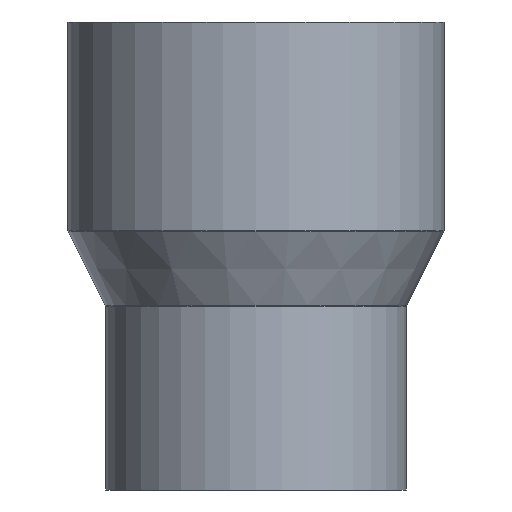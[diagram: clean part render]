
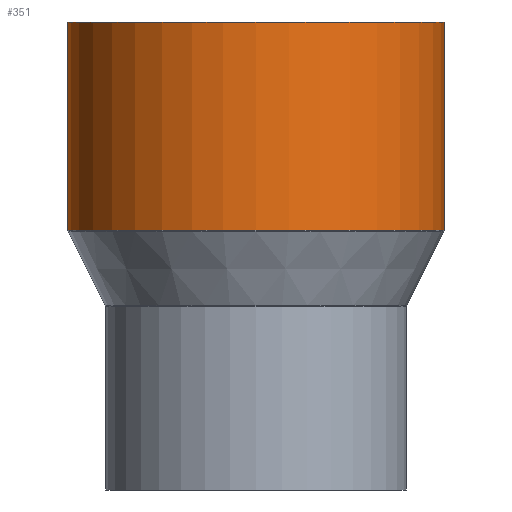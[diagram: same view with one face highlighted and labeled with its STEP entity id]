
A CAD part, front view. The second image highlights one B-rep face of the part: STEP entity #351.
In plain terms, the highlighted cylindrical face has radius 112.5 mm (diameter 225 mm), a partial arc.
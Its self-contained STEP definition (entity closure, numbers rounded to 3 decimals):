
#2 = VERTEX_POINT ( 'NONE', #578 ) ;
#8 = VECTOR ( 'NONE', #101, 1000. ) ;
#36 = VERTEX_POINT ( 'NONE', #169 ) ;
#68 = DIRECTION ( 'NONE',  ( 0., 0., -1. ) ) ;
#101 = DIRECTION ( 'NONE',  ( 0., 0., -1. ) ) ;
#141 = DIRECTION ( 'NONE',  ( 0., 0., -1. ) ) ;
#165 = CARTESIAN_POINT ( 'NONE',  ( -112.5, 0., 18.872 ) ) ;
#169 = CARTESIAN_POINT ( 'NONE',  ( 112.5, 0., 143.4 ) ) ;
#179 = ORIENTED_EDGE ( 'NONE', *, *, #193, .T. ) ;
#193 = EDGE_CURVE ( 'NONE', #649, #581, #228, .T. ) ;
#204 = ORIENTED_EDGE ( 'NONE', *, *, #519, .T. ) ;
#205 = AXIS2_PLACEMENT_3D ( 'NONE', #624, #68, #329 ) ;
#218 = DIRECTION ( 'NONE',  ( 0., 0., -1. ) ) ;
#226 = CIRCLE ( 'NONE', #260, 112.5 ) ;
#228 = LINE ( 'NONE', #494, #584 ) ;
#243 = CARTESIAN_POINT ( 'NONE',  ( -112.5, 0., 143.4 ) ) ;
#249 = ORIENTED_EDGE ( 'NONE', *, *, #360, .F. ) ;
#254 = DIRECTION ( 'NONE',  ( -1., 0., 0. ) ) ;
#260 = AXIS2_PLACEMENT_3D ( 'NONE', #558, #218, #254 ) ;
#287 = EDGE_CURVE ( 'NONE', #2, #581, #226, .T. ) ;
#329 = DIRECTION ( 'NONE',  ( -1., 0., 0. ) ) ;
#351 = ADVANCED_FACE ( 'NONE', ( #564 ), #561, .T. ) ;
#360 = EDGE_CURVE ( 'NONE', #36, #2, #654, .T. ) ;
#453 = DIRECTION ( 'NONE',  ( -1., 0., 0. ) ) ;
#457 = AXIS2_PLACEMENT_3D ( 'NONE', #656, #569, #453 ) ;
#488 = CIRCLE ( 'NONE', #205, 112.5 ) ;
#494 = CARTESIAN_POINT ( 'NONE',  ( -112.5, 0., -16.533 ) ) ;
#519 = EDGE_CURVE ( 'NONE', #36, #649, #488, .T. ) ;
#553 = ORIENTED_EDGE ( 'NONE', *, *, #287, .F. ) ;
#555 = CARTESIAN_POINT ( 'NONE',  ( 112.5, 0., -16.533 ) ) ;
#558 = CARTESIAN_POINT ( 'NONE',  ( 0., 0., 18.872 ) ) ;
#561 = CYLINDRICAL_SURFACE ( 'NONE', #457, 112.5 ) ;
#564 = FACE_OUTER_BOUND ( 'NONE', #591, .T. ) ;
#569 = DIRECTION ( 'NONE',  ( 0., 0., -1. ) ) ;
#578 = CARTESIAN_POINT ( 'NONE',  ( 112.5, 0., 18.872 ) ) ;
#581 = VERTEX_POINT ( 'NONE', #165 ) ;
#584 = VECTOR ( 'NONE', #141, 1000. ) ;
#591 = EDGE_LOOP ( 'NONE', ( #249, #204, #179, #553 ) ) ;
#624 = CARTESIAN_POINT ( 'NONE',  ( 0., 0., 143.4 ) ) ;
#649 = VERTEX_POINT ( 'NONE', #243 ) ;
#654 = LINE ( 'NONE', #555, #8 ) ;
#656 = CARTESIAN_POINT ( 'NONE',  ( 0., 0., -16.533 ) ) ;
